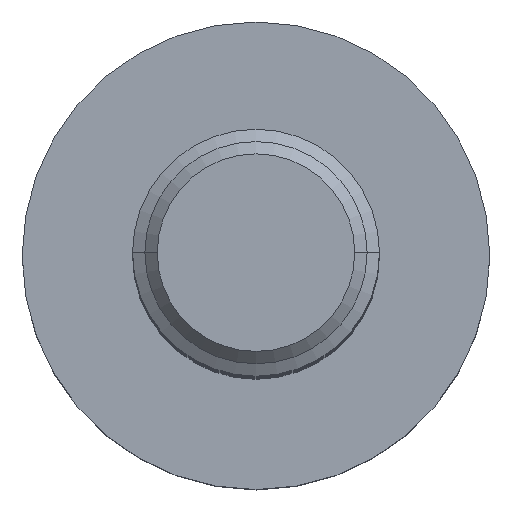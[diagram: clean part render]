
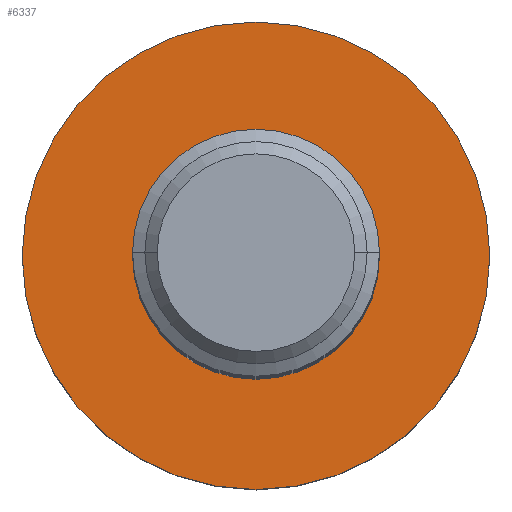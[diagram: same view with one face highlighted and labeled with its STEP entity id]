
A CAD part, top view. The second image highlights one B-rep face of the part: STEP entity #6337.
In plain terms, the highlighted planar face has unit normal (0, 0, 1).
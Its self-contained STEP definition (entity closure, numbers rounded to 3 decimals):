
#271 = FACE_OUTER_BOUND ( 'NONE', #6338, .T. ) ;
#318 = DIRECTION ( 'NONE',  ( 0., 1., 0. ) ) ;
#319 = DIRECTION ( 'NONE',  ( 0., 0., -1. ) ) ;
#320 = CARTESIAN_POINT ( 'NONE',  ( 0., 0., 0. ) ) ;
#321 = AXIS2_PLACEMENT_3D ( 'NONE', #320, #319, #318 ) ;
#322 = DIRECTION ( 'NONE',  ( 0., 1., 0. ) ) ;
#323 = DIRECTION ( 'NONE',  ( 0., 0., -1. ) ) ;
#324 = AXIS2_PLACEMENT_3D ( 'NONE', #326, #323, #322 ) ;
#325 = CIRCLE ( 'NONE', #321, 2.84 ) ;
#326 = CARTESIAN_POINT ( 'NONE',  ( 0., 0., 0. ) ) ;
#327 = PLANE ( 'NONE',  #324 ) ;
#328 = FACE_BOUND ( 'NONE', #6342, .T. ) ;
#1994 = CARTESIAN_POINT ( 'NONE',  ( 0., -2.84, 0. ) ) ;
#2032 = CARTESIAN_POINT ( 'NONE',  ( 0., 2.84, 0. ) ) ;
#2033 = DIRECTION ( 'NONE',  ( 0., 1., 0. ) ) ;
#2034 = DIRECTION ( 'NONE',  ( 0., 0., -1. ) ) ;
#2035 = CARTESIAN_POINT ( 'NONE',  ( 0., 0., 0. ) ) ;
#2036 = AXIS2_PLACEMENT_3D ( 'NONE', #2035, #2034, #2033 ) ;
#2037 = CIRCLE ( 'NONE', #2036, 2.84 ) ;
#3154 = DIRECTION ( 'NONE',  ( 0., 1., 0. ) ) ;
#3155 = DIRECTION ( 'NONE',  ( 0., 0., -1. ) ) ;
#3156 = CARTESIAN_POINT ( 'NONE',  ( 0., 0., 0. ) ) ;
#3157 = AXIS2_PLACEMENT_3D ( 'NONE', #3156, #3155, #3154 ) ;
#3158 = CIRCLE ( 'NONE', #3157, 1.5 ) ;
#3203 = CARTESIAN_POINT ( 'NONE',  ( 0., -1.5, 0. ) ) ;
#3209 = CARTESIAN_POINT ( 'NONE',  ( 0., 1.5, 0. ) ) ;
#3654 = DIRECTION ( 'NONE',  ( 0., 1., 0. ) ) ;
#3655 = DIRECTION ( 'NONE',  ( 0., 0., -1. ) ) ;
#3656 = CARTESIAN_POINT ( 'NONE',  ( 0., 0., 0. ) ) ;
#3657 = AXIS2_PLACEMENT_3D ( 'NONE', #3656, #3655, #3654 ) ;
#3662 = CIRCLE ( 'NONE', #3657, 1.5 ) ;
#6337 = ADVANCED_FACE ( 'NONE', ( #271, #328 ), #327, .F. ) ;
#6338 = EDGE_LOOP ( 'NONE', ( #6339, #6340 ) ) ;
#6339 = ORIENTED_EDGE ( 'NONE', *, *, #7193, .F. ) ;
#6340 = ORIENTED_EDGE ( 'NONE', *, *, #6341, .F. ) ;
#6341 = EDGE_CURVE ( 'NONE', #7178, #7194, #325, .T. ) ;
#6342 = EDGE_LOOP ( 'NONE', ( #6343, #6344 ) ) ;
#6343 = ORIENTED_EDGE ( 'NONE', *, *, #8060, .T. ) ;
#6344 = ORIENTED_EDGE ( 'NONE', *, *, #7794, .T. ) ;
#7178 = VERTEX_POINT ( 'NONE', #1994 ) ;
#7193 = EDGE_CURVE ( 'NONE', #7194, #7178, #2037, .T. ) ;
#7194 = VERTEX_POINT ( 'NONE', #2032 ) ;
#7794 = EDGE_CURVE ( 'NONE', #7797, #7801, #3158, .T. ) ;
#7797 = VERTEX_POINT ( 'NONE', #3209 ) ;
#7801 = VERTEX_POINT ( 'NONE', #3203 ) ;
#8060 = EDGE_CURVE ( 'NONE', #7801, #7797, #3662, .T. ) ;
